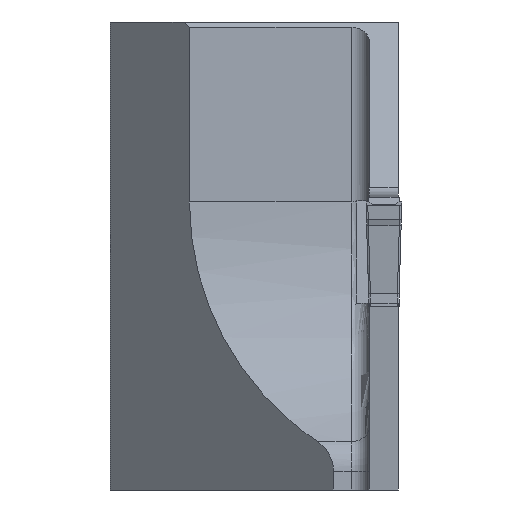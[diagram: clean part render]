
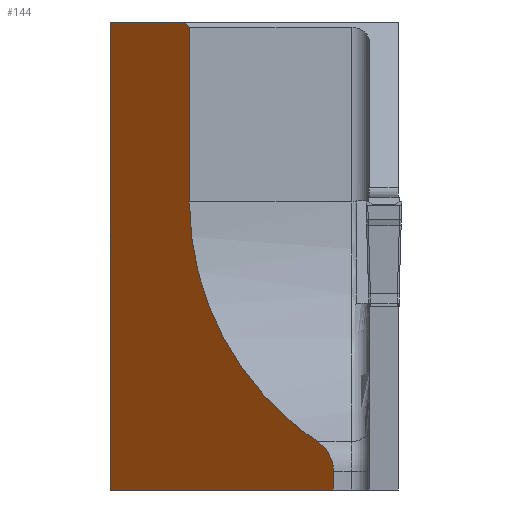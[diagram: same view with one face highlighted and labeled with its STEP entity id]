
A CAD part, left-side view. The second image highlights one B-rep face of the part: STEP entity #144.
In plain terms, the highlighted planar face has unit normal (-0.707, 0.707, 0).
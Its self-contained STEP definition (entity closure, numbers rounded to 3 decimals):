
#73=ELLIPSE('',#1887,2.828,2.);
#78=ELLIPSE('',#1919,22.627,16.);
#144=ADVANCED_FACE('',(#320),#237,.F.);
#237=PLANE('',#1934);
#320=FACE_OUTER_BOUND('',#420,.T.);
#420=EDGE_LOOP('',(#691,#692,#693,#694,#695,#696,#697,#698));
#691=ORIENTED_EDGE('',*,*,#1286,.F.);
#692=ORIENTED_EDGE('',*,*,#1300,.T.);
#693=ORIENTED_EDGE('',*,*,#1223,.F.);
#694=ORIENTED_EDGE('',*,*,#1227,.F.);
#695=ORIENTED_EDGE('',*,*,#1219,.F.);
#696=ORIENTED_EDGE('',*,*,#1231,.F.);
#697=ORIENTED_EDGE('',*,*,#1234,.F.);
#698=ORIENTED_EDGE('',*,*,#1289,.F.);
#1050=VERTEX_POINT('',#2590);
#1051=VERTEX_POINT('',#2592);
#1054=VERTEX_POINT('',#2600);
#1055=VERTEX_POINT('',#2601);
#1059=VERTEX_POINT('',#2614);
#1061=VERTEX_POINT('',#2620);
#1088=VERTEX_POINT('',#2724);
#1089=VERTEX_POINT('',#2726);
#1219=EDGE_CURVE('',#1050,#1051,#1476,.T.);
#1223=EDGE_CURVE('',#1054,#1055,#1480,.T.);
#1227=EDGE_CURVE('',#1051,#1054,#1484,.T.);
#1231=EDGE_CURVE('',#1059,#1050,#1488,.T.);
#1234=EDGE_CURVE('',#1061,#1059,#73,.T.);
#1286=EDGE_CURVE('',#1088,#1089,#1537,.T.);
#1289=EDGE_CURVE('',#1089,#1061,#78,.T.);
#1300=EDGE_CURVE('',#1088,#1055,#1542,.T.);
#1476=LINE('',#2591,#1686);
#1480=LINE('',#2599,#1690);
#1484=LINE('',#2607,#1694);
#1488=LINE('',#2615,#1698);
#1537=LINE('',#2725,#1747);
#1542=LINE('',#2764,#1752);
#1686=VECTOR('',#2065,1.);
#1690=VECTOR('',#2071,1.);
#1694=VECTOR('',#2077,1.);
#1698=VECTOR('',#2083,1.);
#1747=VECTOR('',#2196,1.);
#1752=VECTOR('',#2233,1.);
#1887=AXIS2_PLACEMENT_3D('',#2621,#2088,#2089);
#1919=AXIS2_PLACEMENT_3D('',#2731,#2201,#2202);
#1934=AXIS2_PLACEMENT_3D('',#2765,#2234,#2235);
#2065=DIRECTION('',(0.707,0.707,0.));
#2071=DIRECTION('',(-0.707,-0.707,0.));
#2077=DIRECTION('',(0.,0.,1.));
#2083=DIRECTION('',(0.,0.,-1.));
#2088=DIRECTION('',(0.707,-0.707,0.));
#2089=DIRECTION('',(-0.707,-0.707,0.));
#2196=DIRECTION('',(0.,0.,-1.));
#2201=DIRECTION('',(-0.707,0.707,0.));
#2202=DIRECTION('',(-0.707,-0.707,0.));
#2233=DIRECTION('',(0.608,0.608,0.51));
#2234=DIRECTION('',(0.707,-0.707,0.));
#2235=DIRECTION('',(0.707,0.707,0.));
#2590=CARTESIAN_POINT('',(8.,-8.4,-16.));
#2591=CARTESIAN_POINT('',(8.,-8.4,-16.));
#2592=CARTESIAN_POINT('',(20.4,4.,-16.));
#2599=CARTESIAN_POINT('',(16.4,0.,10.));
#2600=CARTESIAN_POINT('',(20.4,4.,10.));
#2601=CARTESIAN_POINT('',(16.353,-0.047,10.));
#2607=CARTESIAN_POINT('',(20.4,4.,-22.));
#2614=CARTESIAN_POINT('',(8.,-8.4,-14.967));
#2615=CARTESIAN_POINT('',(8.,-8.4,-22.));
#2620=CARTESIAN_POINT('',(8.889,-7.511,-13.304));
#2621=CARTESIAN_POINT('',(10.,-6.4,-14.967));
#2724=CARTESIAN_POINT('',(16.,-0.4,9.704));
#2725=CARTESIAN_POINT('',(16.,-0.4,-22.));
#2726=CARTESIAN_POINT('',(16.,-0.4,0.));
#2731=CARTESIAN_POINT('',(0.,-16.4,0.));
#2764=CARTESIAN_POINT('',(7.581,-8.819,2.64));
#2765=CARTESIAN_POINT('',(16.4,0.,-22.));
